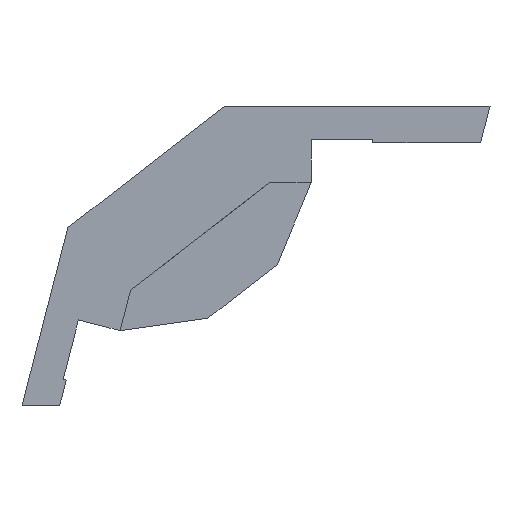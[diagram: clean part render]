
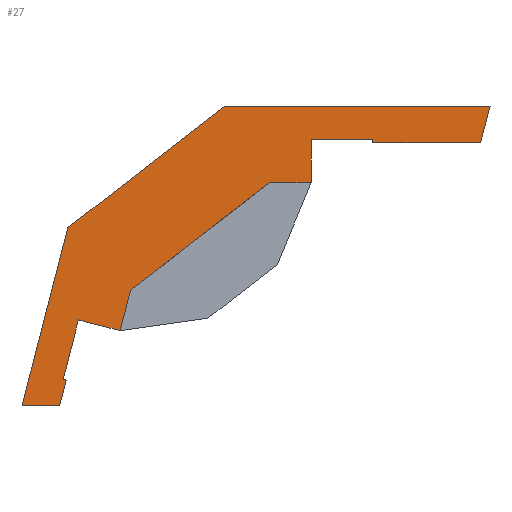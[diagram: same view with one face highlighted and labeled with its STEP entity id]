
A CAD part, front view. The second image highlights one B-rep face of the part: STEP entity #27.
In plain terms, the highlighted planar face has unit normal (0, -1, 0).
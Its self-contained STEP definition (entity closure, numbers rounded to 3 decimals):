
#5 = DIRECTION ( 'NONE',  ( -1., 0., 0. ) ) ;
#10 = LINE ( 'NONE', #703, #990 ) ;
#11 = CARTESIAN_POINT ( 'NONE',  ( -216.095, -13.097, 253.92 ) ) ;
#15 = CARTESIAN_POINT ( 'NONE',  ( -235.87, -13.097, 238.222 ) ) ;
#24 = ORIENTED_EDGE ( 'NONE', *, *, #767, .T. ) ;
#27 = ADVANCED_FACE ( 'NONE', ( #61 ), #438, .T. ) ;
#43 = VERTEX_POINT ( 'NONE', #988 ) ;
#50 = VECTOR ( 'NONE', #1001, 1000. ) ;
#55 = CARTESIAN_POINT ( 'NONE',  ( -239.152, -13.097, 236.127 ) ) ;
#61 = FACE_OUTER_BOUND ( 'NONE', #307, .T. ) ;
#72 = ORIENTED_EDGE ( 'NONE', *, *, #170, .F. ) ;
#75 = CARTESIAN_POINT ( 'NONE',  ( -251.452, -13.097, 67.503 ) ) ;
#99 = CARTESIAN_POINT ( 'NONE',  ( -223., -13.097, 260. ) ) ;
#112 = VERTEX_POINT ( 'NONE', #873 ) ;
#137 = EDGE_CURVE ( 'NONE', #454, #329, #391, .T. ) ;
#145 = CARTESIAN_POINT ( 'NONE',  ( -220.5, -13.097, 257.095 ) ) ;
#147 = VECTOR ( 'NONE', #156, 1000. ) ;
#156 = DIRECTION ( 'NONE',  ( -0.25, 0., -0.968 ) ) ;
#168 = CARTESIAN_POINT ( 'NONE',  ( -211.195, -13.097, 257.345 ) ) ;
#169 = LINE ( 'NONE', #422, #596 ) ;
#170 = EDGE_CURVE ( 'NONE', #43, #575, #952, .T. ) ;
#172 = DIRECTION ( 'NONE',  ( -1., 0., 0. ) ) ;
#183 = DIRECTION ( 'NONE',  ( -0.968, 0., 0.25 ) ) ;
#191 = VECTOR ( 'NONE', #788, 1000. ) ;
#201 = DIRECTION ( 'NONE',  ( 1., 0., 0. ) ) ;
#206 = ORIENTED_EDGE ( 'NONE', *, *, #137, .F. ) ;
#220 = ORIENTED_EDGE ( 'NONE', *, *, #475, .F. ) ;
#224 = DIRECTION ( 'NONE',  ( -0.25, 0., -0.968 ) ) ;
#228 = VERTEX_POINT ( 'NONE', #963 ) ;
#239 = DIRECTION ( 'NONE',  ( -0.25, 0., -0.968 ) ) ;
#245 = LINE ( 'NONE', #586, #970 ) ;
#275 = EDGE_CURVE ( 'NONE', #228, #671, #169, .T. ) ;
#278 = VECTOR ( 'NONE', #1021, 1000. ) ;
#280 = CARTESIAN_POINT ( 'NONE',  ( -278.748, -13.097, 71.831 ) ) ;
#301 = CARTESIAN_POINT ( 'NONE',  ( -235.87, -13.097, 238.222 ) ) ;
#304 = LINE ( 'NONE', #145, #191 ) ;
#307 = EDGE_LOOP ( 'NONE', ( #621, #805, #72, #519, #731, #801, #546, #452, #517, #220, #316, #506, #1019, #206, #24, #560 ) ) ;
#310 = VECTOR ( 'NONE', #5, 1000. ) ;
#314 = DIRECTION ( 'NONE',  ( 0.79, 0., 0.613 ) ) ;
#316 = ORIENTED_EDGE ( 'NONE', *, *, #704, .T. ) ;
#329 = VERTEX_POINT ( 'NONE', #664 ) ;
#336 = LINE ( 'NONE', #653, #1008 ) ;
#357 = DIRECTION ( 'NONE',  ( 0., -1., 0. ) ) ;
#360 = VECTOR ( 'NONE', #183, 1000. ) ;
#376 = CARTESIAN_POINT ( 'NONE',  ( -265.503, -13.097, 183.359 ) ) ;
#379 = VECTOR ( 'NONE', #224, 1000. ) ;
#391 = LINE ( 'NONE', #11, #278 ) ;
#400 = CARTESIAN_POINT ( 'NONE',  ( -235.495, -13.097, 250.316 ) ) ;
#410 = LINE ( 'NONE', #15, #360 ) ;
#422 = CARTESIAN_POINT ( 'NONE',  ( -0.998, -13.097, 236.127 ) ) ;
#437 = CARTESIAN_POINT ( 'NONE',  ( -231.331, -13.097, 242.113 ) ) ;
#438 = PLANE ( 'NONE',  #484 ) ;
#441 = CARTESIAN_POINT ( 'NONE',  ( -235.628, -13.097, 238.16 ) ) ;
#442 = LINE ( 'NONE', #280, #550 ) ;
#452 = ORIENTED_EDGE ( 'NONE', *, *, #903, .F. ) ;
#454 = VERTEX_POINT ( 'NONE', #921 ) ;
#457 = CARTESIAN_POINT ( 'NONE',  ( -211.195, -13.097, 257.095 ) ) ;
#461 = CARTESIAN_POINT ( 'NONE',  ( -234.405, -13.097, 242.905 ) ) ;
#475 = EDGE_CURVE ( 'NONE', #931, #595, #442, .T. ) ;
#484 = AXIS2_PLACEMENT_3D ( 'NONE', #376, #357, #201 ) ;
#491 = DIRECTION ( 'NONE',  ( -1., 0., 0. ) ) ;
#506 = ORIENTED_EDGE ( 'NONE', *, *, #600, .F. ) ;
#517 = ORIENTED_EDGE ( 'NONE', *, *, #913, .T. ) ;
#519 = ORIENTED_EDGE ( 'NONE', *, *, #620, .T. ) ;
#524 = EDGE_CURVE ( 'NONE', #537, #671, #791, .T. ) ;
#537 = VERTEX_POINT ( 'NONE', #400 ) ;
#546 = ORIENTED_EDGE ( 'NONE', *, *, #275, .F. ) ;
#547 = CARTESIAN_POINT ( 'NONE',  ( 0., -13.097, 260. ) ) ;
#550 = VECTOR ( 'NONE', #751, 1000. ) ;
#553 = LINE ( 'NONE', #1020, #822 ) ;
#556 = EDGE_CURVE ( 'NONE', #329, #744, #553, .T. ) ;
#560 = ORIENTED_EDGE ( 'NONE', *, *, #945, .F. ) ;
#561 = CARTESIAN_POINT ( 'NONE',  ( -281.319, -13.097, 72.494 ) ) ;
#575 = VERTEX_POINT ( 'NONE', #858 ) ;
#576 = CARTESIAN_POINT ( 'NONE',  ( -211.195, -13.097, 257.345 ) ) ;
#579 = EDGE_CURVE ( 'NONE', #537, #848, #10, .T. ) ;
#586 = CARTESIAN_POINT ( 'NONE',  ( 0., -13.097, 257.345 ) ) ;
#595 = VERTEX_POINT ( 'NONE', #301 ) ;
#596 = VECTOR ( 'NONE', #491, 1000. ) ;
#600 = EDGE_CURVE ( 'NONE', #744, #790, #932, .T. ) ;
#612 = EDGE_CURVE ( 'NONE', #691, #575, #304, .T. ) ;
#617 = VECTOR ( 'NONE', #239, 1000. ) ;
#620 = EDGE_CURVE ( 'NONE', #43, #848, #936, .T. ) ;
#621 = ORIENTED_EDGE ( 'NONE', *, *, #938, .T. ) ;
#629 = VECTOR ( 'NONE', #987, 1000. ) ;
#645 = CARTESIAN_POINT ( 'NONE',  ( -234.647, -13.097, 242.967 ) ) ;
#653 = CARTESIAN_POINT ( 'NONE',  ( -235.154, -13.097, 240. ) ) ;
#664 = CARTESIAN_POINT ( 'NONE',  ( -219.418, -13.097, 253.92 ) ) ;
#671 = VERTEX_POINT ( 'NONE', #55 ) ;
#691 = VERTEX_POINT ( 'NONE', #457 ) ;
#693 = LINE ( 'NONE', #461, #50 ) ;
#703 = CARTESIAN_POINT ( 'NONE',  ( -223., -13.097, 260. ) ) ;
#704 = EDGE_CURVE ( 'NONE', #931, #790, #693, .T. ) ;
#731 = ORIENTED_EDGE ( 'NONE', *, *, #579, .F. ) ;
#744 = VERTEX_POINT ( 'NONE', #929 ) ;
#751 = DIRECTION ( 'NONE',  ( -0.25, 0., -0.968 ) ) ;
#767 = EDGE_CURVE ( 'NONE', #454, #112, #904, .T. ) ;
#788 = DIRECTION ( 'NONE',  ( 1., 0., 0. ) ) ;
#790 = VERTEX_POINT ( 'NONE', #437 ) ;
#791 = LINE ( 'NONE', #561, #147 ) ;
#801 = ORIENTED_EDGE ( 'NONE', *, *, #524, .T. ) ;
#803 = DIRECTION ( 'NONE',  ( -0.25, 0., -0.968 ) ) ;
#805 = ORIENTED_EDGE ( 'NONE', *, *, #612, .T. ) ;
#822 = VECTOR ( 'NONE', #853, 1000. ) ;
#848 = VERTEX_POINT ( 'NONE', #99 ) ;
#850 = CARTESIAN_POINT ( 'NONE',  ( -216.095, -13.097, 257.095 ) ) ;
#851 = VERTEX_POINT ( 'NONE', #576 ) ;
#853 = DIRECTION ( 'NONE',  ( -0.79, 0., -0.613 ) ) ;
#858 = CARTESIAN_POINT ( 'NONE',  ( -202.595, -13.097, 257.095 ) ) ;
#866 = CARTESIAN_POINT ( 'NONE',  ( -231.331, -13.097, 242.113 ) ) ;
#873 = CARTESIAN_POINT ( 'NONE',  ( -216.095, -13.097, 257.345 ) ) ;
#893 = DIRECTION ( 'NONE',  ( 0., 0., -1. ) ) ;
#896 = LINE ( 'NONE', #168, #940 ) ;
#903 = EDGE_CURVE ( 'NONE', #979, #228, #336, .T. ) ;
#904 = LINE ( 'NONE', #850, #629 ) ;
#913 = EDGE_CURVE ( 'NONE', #979, #595, #410, .T. ) ;
#921 = CARTESIAN_POINT ( 'NONE',  ( -216.095, -13.097, 253.92 ) ) ;
#929 = CARTESIAN_POINT ( 'NONE',  ( -230.501, -13.097, 245.331 ) ) ;
#931 = VERTEX_POINT ( 'NONE', #645 ) ;
#932 = LINE ( 'NONE', #866, #379 ) ;
#936 = LINE ( 'NONE', #547, #310 ) ;
#938 = EDGE_CURVE ( 'NONE', #851, #691, #896, .T. ) ;
#940 = VECTOR ( 'NONE', #893, 1000. ) ;
#945 = EDGE_CURVE ( 'NONE', #851, #112, #245, .T. ) ;
#952 = LINE ( 'NONE', #75, #617 ) ;
#963 = CARTESIAN_POINT ( 'NONE',  ( -236.152, -13.097, 236.127 ) ) ;
#970 = VECTOR ( 'NONE', #172, 1000. ) ;
#979 = VERTEX_POINT ( 'NONE', #441 ) ;
#987 = DIRECTION ( 'NONE',  ( 0., 0., 1. ) ) ;
#988 = CARTESIAN_POINT ( 'NONE',  ( -201.847, -13.097, 260. ) ) ;
#990 = VECTOR ( 'NONE', #314, 1000. ) ;
#1001 = DIRECTION ( 'NONE',  ( 0.968, 0., -0.25 ) ) ;
#1008 = VECTOR ( 'NONE', #803, 1000. ) ;
#1019 = ORIENTED_EDGE ( 'NONE', *, *, #556, .F. ) ;
#1020 = CARTESIAN_POINT ( 'NONE',  ( -230.501, -13.097, 245.331 ) ) ;
#1021 = DIRECTION ( 'NONE',  ( -1., 0., 0. ) ) ;
